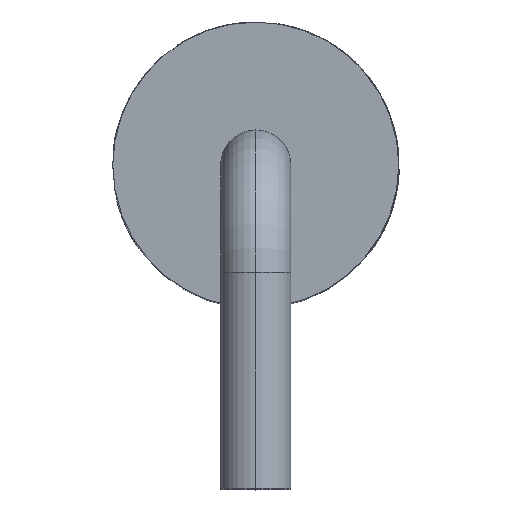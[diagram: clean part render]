
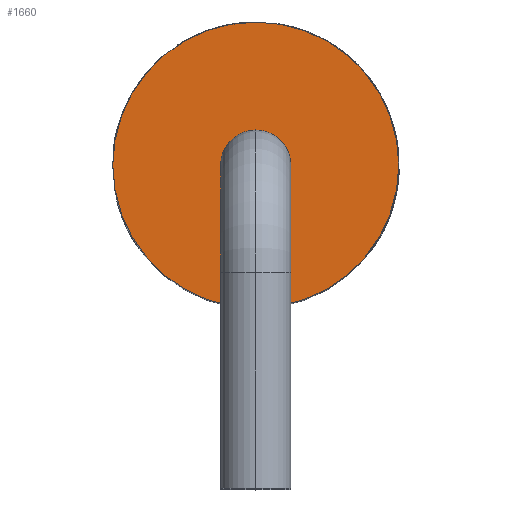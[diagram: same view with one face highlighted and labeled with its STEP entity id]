
A CAD part, top view. The second image highlights one B-rep face of the part: STEP entity #1660.
In plain terms, the highlighted planar face has unit normal (0, 0, 1).
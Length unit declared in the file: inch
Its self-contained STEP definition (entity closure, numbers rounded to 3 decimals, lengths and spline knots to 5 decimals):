
#348 = VERTEX_POINT ( 'NONE', #6926 ) ;
#392 = AXIS2_PLACEMENT_3D ( 'NONE', #4556, #6608, #4726 ) ;
#772 = EDGE_CURVE ( 'NONE', #6350, #348, #2411, .T. ) ;
#1426 = ORIENTED_EDGE ( 'NONE', *, *, #772, .F. ) ;
#1660 = ADVANCED_FACE ( 'NONE', ( #7958 ), #7327, .F. ) ;
#2251 = AXIS2_PLACEMENT_3D ( 'NONE', #3893, #2547, #5701 ) ;
#2411 = CIRCLE ( 'NONE', #392, 0.10433 ) ;
#2547 = DIRECTION ( 'NONE',  ( 0., 0., -1. ) ) ;
#2776 = EDGE_CURVE ( 'NONE', #348, #6350, #6533, .T. ) ;
#3552 = DIRECTION ( 'NONE',  ( 0., -1., 0. ) ) ;
#3893 = CARTESIAN_POINT ( 'NONE',  ( 0., 0.17717, 0.17913 ) ) ;
#4155 = CARTESIAN_POINT ( 'NONE',  ( -0.10433, 0.17717, 0.17913 ) ) ;
#4184 = CARTESIAN_POINT ( 'NONE',  ( 0., 0.17717, 0.17913 ) ) ;
#4468 = EDGE_LOOP ( 'NONE', ( #7326, #1426 ) ) ;
#4556 = CARTESIAN_POINT ( 'NONE',  ( 0., 0.17717, 0.17913 ) ) ;
#4726 = DIRECTION ( 'NONE',  ( -1., 0., 0. ) ) ;
#5701 = DIRECTION ( 'NONE',  ( -1., 0., 0. ) ) ;
#5884 = AXIS2_PLACEMENT_3D ( 'NONE', #4184, #6729, #3552 ) ;
#6350 = VERTEX_POINT ( 'NONE', #4155 ) ;
#6533 = CIRCLE ( 'NONE', #2251, 0.10433 ) ;
#6608 = DIRECTION ( 'NONE',  ( 0., 0., -1. ) ) ;
#6729 = DIRECTION ( 'NONE',  ( 0., 0., -1. ) ) ;
#6926 = CARTESIAN_POINT ( 'NONE',  ( 0.10433, 0.17717, 0.17913 ) ) ;
#7326 = ORIENTED_EDGE ( 'NONE', *, *, #2776, .F. ) ;
#7327 = PLANE ( 'NONE',  #5884 ) ;
#7958 = FACE_OUTER_BOUND ( 'NONE', #4468, .T. ) ;
